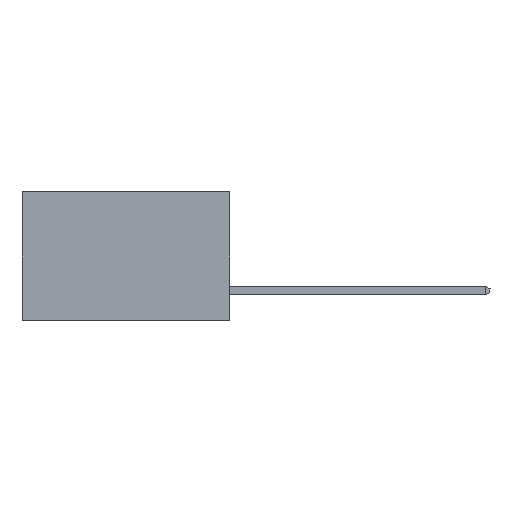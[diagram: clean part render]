
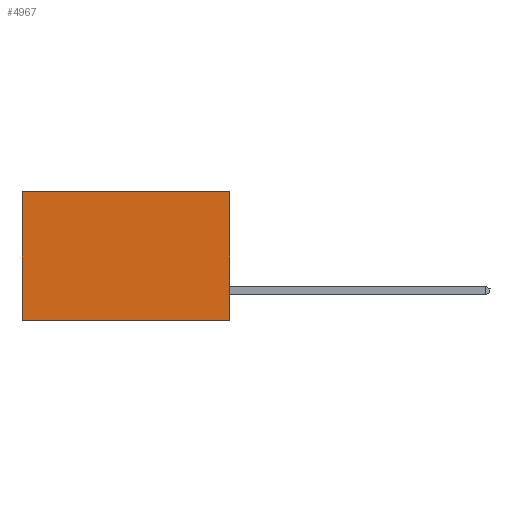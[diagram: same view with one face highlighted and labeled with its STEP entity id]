
A CAD part, left-side view. The second image highlights one B-rep face of the part: STEP entity #4967.
In plain terms, the highlighted planar face has unit normal (-1, 0, 0).
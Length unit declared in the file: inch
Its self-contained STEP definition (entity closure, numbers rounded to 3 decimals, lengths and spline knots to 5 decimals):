
#1571 = DIRECTION ( 'NONE',  ( 0., 1., 0. ) ) ;
#2593 = CARTESIAN_POINT ( 'NONE',  ( 0.2615, 0., -0.37 ) ) ;
#3052 = EDGE_CURVE ( 'NONE', #4638, #14406, #22173, .T. ) ;
#3245 = CARTESIAN_POINT ( 'NONE',  ( 0.2615, 0., -0.37 ) ) ;
#4022 = ORIENTED_EDGE ( 'NONE', *, *, #17862, .F. ) ;
#4638 = VERTEX_POINT ( 'NONE', #24078 ) ;
#4789 = VECTOR ( 'NONE', #10471, 39.37008 ) ;
#4967 = ADVANCED_FACE ( 'NONE', ( #14012 ), #23549, .F. ) ;
#5723 = VECTOR ( 'NONE', #1571, 39.37008 ) ;
#5765 = EDGE_CURVE ( 'NONE', #18508, #4638, #19224, .T. ) ;
#5932 = CARTESIAN_POINT ( 'NONE',  ( 0.2615, 0., -0.37 ) ) ;
#7525 = LINE ( 'NONE', #3245, #15630 ) ;
#7808 = EDGE_LOOP ( 'NONE', ( #19051, #4022, #10669, #9824 ) ) ;
#7850 = VECTOR ( 'NONE', #10312, 39.37008 ) ;
#9824 = ORIENTED_EDGE ( 'NONE', *, *, #5765, .T. ) ;
#10312 = DIRECTION ( 'NONE',  ( 0., 1., 0. ) ) ;
#10419 = CARTESIAN_POINT ( 'NONE',  ( 0.2615, 0.6, -0.37 ) ) ;
#10471 = DIRECTION ( 'NONE',  ( 0., 0., -1. ) ) ;
#10669 = ORIENTED_EDGE ( 'NONE', *, *, #17626, .F. ) ;
#12889 = DIRECTION ( 'NONE',  ( 0., 0., -1. ) ) ;
#14012 = FACE_OUTER_BOUND ( 'NONE', #7808, .T. ) ;
#14406 = VERTEX_POINT ( 'NONE', #10419 ) ;
#14520 = VERTEX_POINT ( 'NONE', #24948 ) ;
#15103 = CARTESIAN_POINT ( 'NONE',  ( 0.2615, 0., 0. ) ) ;
#15630 = VECTOR ( 'NONE', #12889, 39.37008 ) ;
#17196 = AXIS2_PLACEMENT_3D ( 'NONE', #5932, #21855, #17774 ) ;
#17626 = EDGE_CURVE ( 'NONE', #18508, #14520, #7525, .T. ) ;
#17774 = DIRECTION ( 'NONE',  ( 0., 0., -1. ) ) ;
#17862 = EDGE_CURVE ( 'NONE', #14520, #14406, #20099, .T. ) ;
#18508 = VERTEX_POINT ( 'NONE', #22606 ) ;
#19051 = ORIENTED_EDGE ( 'NONE', *, *, #3052, .T. ) ;
#19224 = LINE ( 'NONE', #15103, #5723 ) ;
#20099 = LINE ( 'NONE', #2593, #7850 ) ;
#20250 = CARTESIAN_POINT ( 'NONE',  ( 0.2615, 0.6, -0.37 ) ) ;
#21855 = DIRECTION ( 'NONE',  ( 1., 0., 0. ) ) ;
#22173 = LINE ( 'NONE', #20250, #4789 ) ;
#22606 = CARTESIAN_POINT ( 'NONE',  ( 0.2615, 0., 0. ) ) ;
#23549 = PLANE ( 'NONE',  #17196 ) ;
#24078 = CARTESIAN_POINT ( 'NONE',  ( 0.2615, 0.6, 0. ) ) ;
#24948 = CARTESIAN_POINT ( 'NONE',  ( 0.2615, 0., -0.37 ) ) ;
